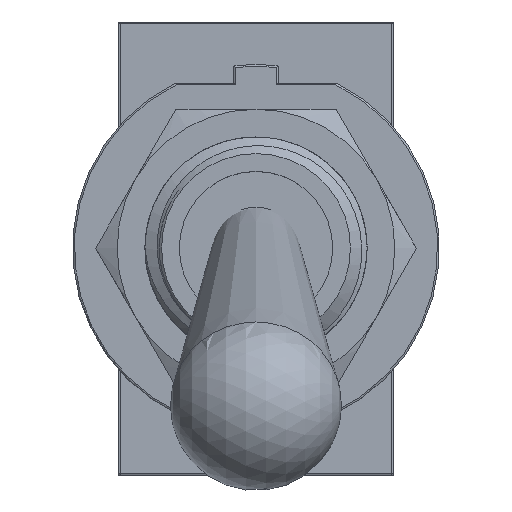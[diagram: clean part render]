
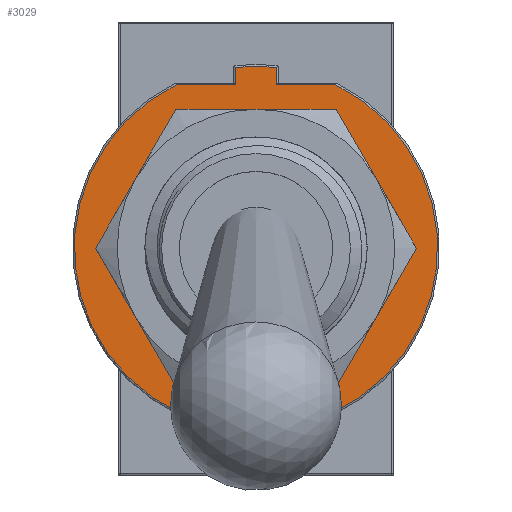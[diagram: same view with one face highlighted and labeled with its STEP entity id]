
A CAD part, top view. The second image highlights one B-rep face of the part: STEP entity #3029.
In plain terms, the highlighted planar face has unit normal (0, 0, 1).
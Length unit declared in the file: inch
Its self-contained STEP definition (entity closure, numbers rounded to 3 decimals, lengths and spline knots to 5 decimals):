
#123=PLANE('',#3281);
#200=LINE('',#4614,#400);
#201=LINE('',#4618,#401);
#202=LINE('',#4619,#402);
#203=LINE('',#4620,#403);
#400=VECTOR('',#3686,39.37008);
#401=VECTOR('',#3689,39.37008);
#402=VECTOR('',#3690,39.37008);
#403=VECTOR('',#3691,39.37008);
#692=FACE_OUTER_BOUND('',#899,.T.);
#899=EDGE_LOOP('',(#2020,#2021,#2022,#2023,#2024,#2025));
#1141=CIRCLE('',#3271,0.20447);
#1146=CIRCLE('',#3282,0.20447);
#1286=VERTEX_POINT('',#4581);
#1287=VERTEX_POINT('',#4582);
#1298=VERTEX_POINT('',#4612);
#1299=VERTEX_POINT('',#4613);
#1300=VERTEX_POINT('',#4615);
#1301=VERTEX_POINT('',#4617);
#1544=EDGE_CURVE('',#1286,#1287,#1141,.T.);
#1559=EDGE_CURVE('',#1298,#1299,#200,.T.);
#1560=EDGE_CURVE('',#1299,#1300,#1146,.T.);
#1561=EDGE_CURVE('',#1300,#1301,#201,.T.);
#1562=EDGE_CURVE('',#1301,#1286,#202,.T.);
#1563=EDGE_CURVE('',#1287,#1298,#203,.T.);
#2020=ORIENTED_EDGE('',*,*,#1559,.T.);
#2021=ORIENTED_EDGE('',*,*,#1560,.T.);
#2022=ORIENTED_EDGE('',*,*,#1561,.T.);
#2023=ORIENTED_EDGE('',*,*,#1562,.T.);
#2024=ORIENTED_EDGE('',*,*,#1544,.T.);
#2025=ORIENTED_EDGE('',*,*,#1563,.T.);
#3029=ADVANCED_FACE('',(#692),#123,.F.);
#3271=AXIS2_PLACEMENT_3D('',#4583,#3656,#3657);
#3281=AXIS2_PLACEMENT_3D('',#4611,#3684,#3685);
#3282=AXIS2_PLACEMENT_3D('',#4616,#3687,#3688);
#3656=DIRECTION('center_axis',(0.,0.,1.));
#3657=DIRECTION('ref_axis',(-1.,0.,0.));
#3684=DIRECTION('center_axis',(0.,0.,-1.));
#3685=DIRECTION('ref_axis',(-1.,0.,0.));
#3686=DIRECTION('',(0.,1.,0.));
#3687=DIRECTION('center_axis',(0.,0.,1.));
#3688=DIRECTION('ref_axis',(-1.,0.,0.));
#3689=DIRECTION('',(0.,-1.,0.));
#3690=DIRECTION('',(-1.,0.,0.));
#3691=DIRECTION('',(-1.,0.,0.));
#4581=CARTESIAN_POINT('',(-0.08975,0.18372,0.));
#4582=CARTESIAN_POINT('',(0.08975,0.18372,0.));
#4583=CARTESIAN_POINT('Origin',(0.,0.,0.));
#4611=CARTESIAN_POINT('Origin',(0.,0.,0.));
#4612=CARTESIAN_POINT('',(0.02289,0.18372,0.));
#4613=CARTESIAN_POINT('',(0.02289,0.20318,0.));
#4614=CARTESIAN_POINT('',(0.02289,0.,0.));
#4615=CARTESIAN_POINT('',(-0.02289,0.20318,0.));
#4616=CARTESIAN_POINT('Origin',(0.,0.,0.));
#4617=CARTESIAN_POINT('',(-0.02289,0.18372,0.));
#4618=CARTESIAN_POINT('',(-0.02289,0.,0.));
#4619=CARTESIAN_POINT('',(0.,0.18372,0.));
#4620=CARTESIAN_POINT('',(0.,0.18372,0.));
